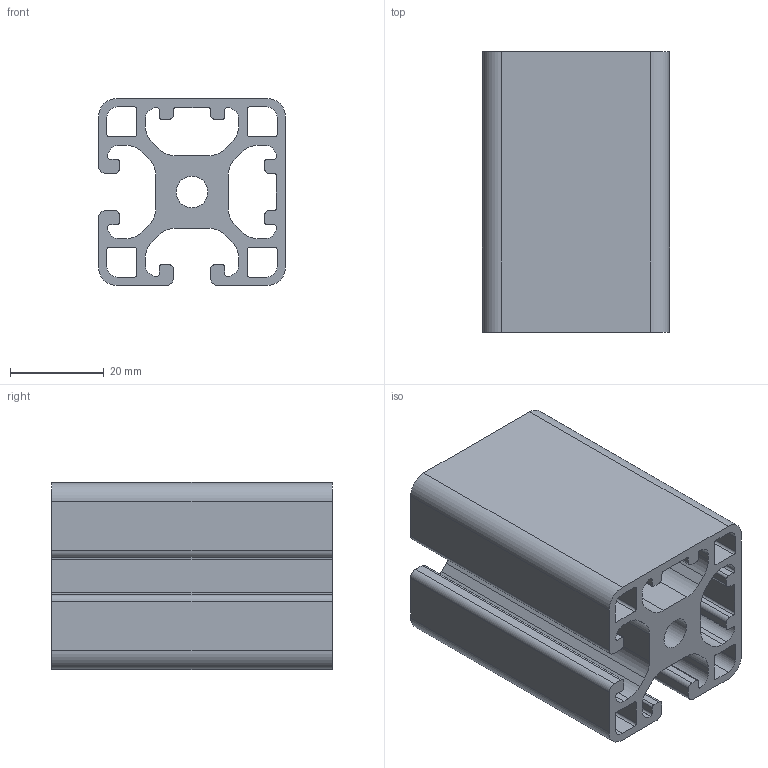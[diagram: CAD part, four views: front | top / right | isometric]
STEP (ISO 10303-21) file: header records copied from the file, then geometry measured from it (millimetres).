
FILE_DESCRIPTION(/* description */ (''),/* implementation_level */ '2;1');
FILE_NAME(/* name */ 'Profil 8 40X40 2N90.step',/* time_stamp */ '2023-11-15T14:33:59+01:00',/* author */ (''),/* organization */ (''),/* preprocessor_version */ 'ST-DEVELOPER v20',/* originating_system */ 'Autodesk Translation Framework v12.14.0.127',/* authorisation */ '');
FILE_SCHEMA (('AUTOMOTIVE_DESIGN { 1 0 10303 214 3 1 1 }'));
Length unit declared in the file: millimetre
Products named in the file (1): (Unsaved)
Bounding box: 40 x 60 x 40 mm (x, y, z)
Volume: 41472.1 mm3; surface area: 30531.4 mm2
Topology: 1 solids, 1 shells, 151 faces, 447 edges, 298 vertices
Faces by surface type: cylinder 77, plane 74
Full cylindrical faces by diameter (mm): 6.8 x1
Entity records: 5163 total; most frequent: DIRECTION 905, CARTESIAN_POINT 897, ORIENTED_EDGE 894, EDGE_CURVE 447, AXIS2_PLACEMENT_3D 306, VERTEX_POINT 298, LINE 293, VECTOR 293
